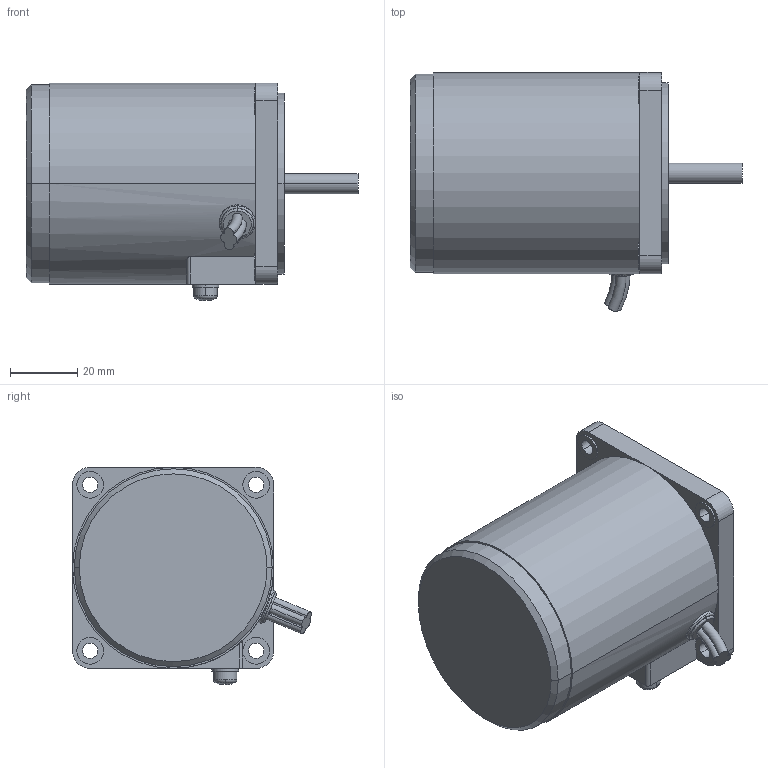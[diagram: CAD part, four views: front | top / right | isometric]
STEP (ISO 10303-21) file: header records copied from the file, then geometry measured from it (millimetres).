
FILE_DESCRIPTION( ( '' ), '1' );
FILE_NAME( '2IK6A.stp', '2008-07-10T09:55:21', ( '' ), ( '' ), ' ', ' ', ' ' );
FILE_SCHEMA( ( 'CONFIG_CONTROL_DESIGN' ) );
Length unit declared in the file: millimetre
Products named in the file (1): 1
Bounding box: 99 x 71.23 x 64.92 mm (x, y, z)
Volume: 221354.8 mm3; surface area: 23193.6 mm2
Topology: 1 solids, 1 shells, 130 faces, 340 edges, 225 vertices
Faces by surface type: cylinder 64, plane 46, torus 18, cone 2
Entity records: 4279 total; most frequent: CARTESIAN_POINT 864, DIRECTION 767, ORIENTED_EDGE 680, EDGE_CURVE 340, AXIS2_PLACEMENT_3D 314, VERTEX_POINT 225, CIRCLE 183, EDGE_LOOP 151
